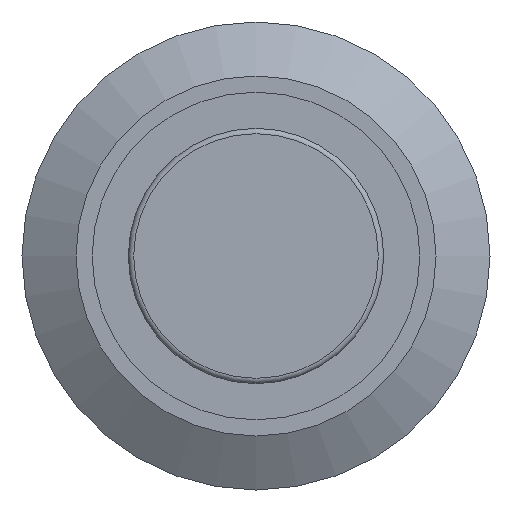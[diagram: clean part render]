
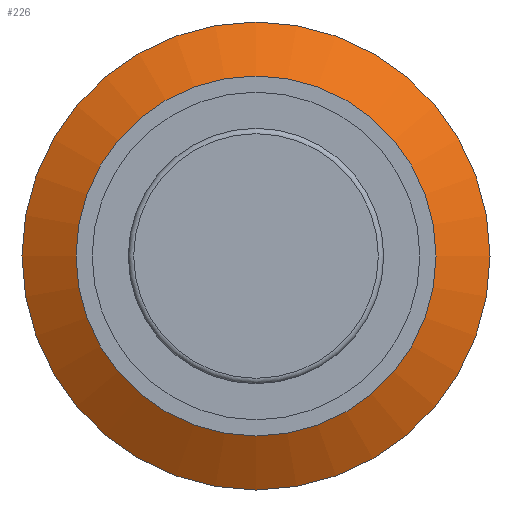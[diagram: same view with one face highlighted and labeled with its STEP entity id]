
A CAD part, left-side view. The second image highlights one B-rep face of the part: STEP entity #226.
In plain terms, the highlighted conical face has half-angle 59.421 degrees and reference radius 9.731 mm.
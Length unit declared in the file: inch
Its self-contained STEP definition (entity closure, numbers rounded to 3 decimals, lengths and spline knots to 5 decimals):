
#144=CARTESIAN_POINT('',(-0.01969,0.43307,0.));
#145=VERTEX_POINT('',#144);
#146=CARTESIAN_POINT('',(-0.01969,0.0,0.0));
#147=DIRECTION('',(1.0,0.0,0.0));
#148=DIRECTION('',(0.0,-1.0,0.0));
#149=AXIS2_PLACEMENT_3D('',#146,#147,#148);
#150=CIRCLE('',#149,0.43307);
#151=EDGE_CURVE('',#145,#145,#150,.T.);
#192=CARTESIAN_POINT('',(-0.07874,0.0,0.33313));
#193=VERTEX_POINT('',#192);
#194=CARTESIAN_POINT('',(-0.07874,0.0,0.0));
#195=DIRECTION('',(-1.0,0.0,0.0));
#196=DIRECTION('',(0.0,0.0,1.0));
#197=AXIS2_PLACEMENT_3D('',#194,#195,#196);
#198=CIRCLE('',#197,0.33313);
#199=EDGE_CURVE('',#193,#193,#198,.T.);
#215=CARTESIAN_POINT('',(-0.04921,0.0,0.0));
#216=DIRECTION('',(1.0,0.0,0.0));
#217=DIRECTION('',(0.0,0.0,1.0));
#218=AXIS2_PLACEMENT_3D('',#215,#216,#217);
#219=CONICAL_SURFACE('',#218,0.3831,59.421);
#220=ORIENTED_EDGE('',*,*,#199,.F.);
#221=EDGE_LOOP('',(#220));
#222=FACE_OUTER_BOUND('',#221,.T.);
#223=ORIENTED_EDGE('',*,*,#151,.F.);
#224=EDGE_LOOP('',(#223));
#225=FACE_BOUND('',#224,.T.);
#226=ADVANCED_FACE('',(#222,#225),#219,.T.);
